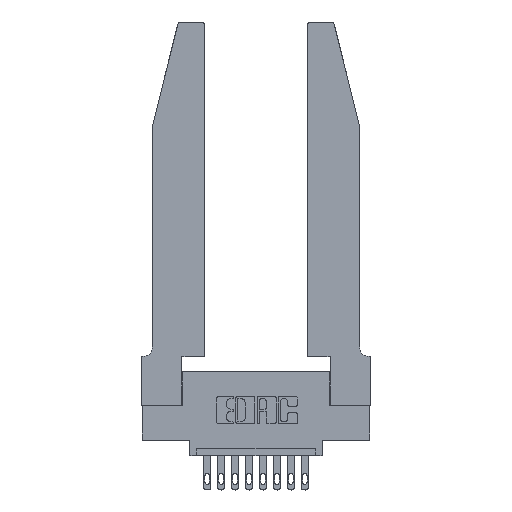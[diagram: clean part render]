
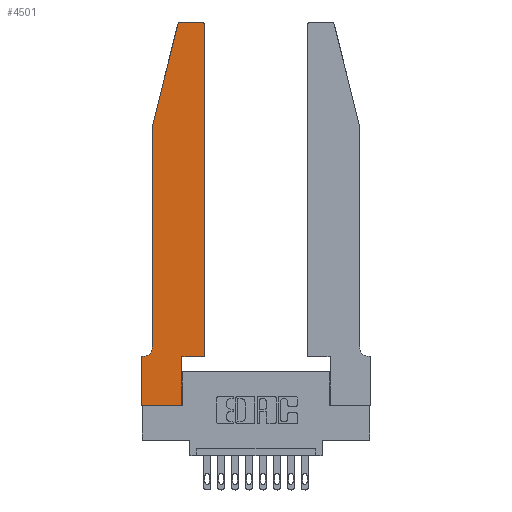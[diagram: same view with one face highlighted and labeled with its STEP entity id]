
A CAD part, top view. The second image highlights one B-rep face of the part: STEP entity #4501.
In plain terms, the highlighted planar face has unit normal (0, 0, 1).
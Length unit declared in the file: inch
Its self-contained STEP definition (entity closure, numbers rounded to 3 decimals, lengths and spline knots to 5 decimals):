
#30 = VERTEX_POINT ( 'NONE', #6652 ) ;
#55 = CARTESIAN_POINT ( 'NONE',  ( 0.284, 2.75, 0.37 ) ) ;
#231 = VECTOR ( 'NONE', #5291, 39.37008 ) ;
#288 = DIRECTION ( 'NONE',  ( 0., 0., 1. ) ) ;
#376 = CIRCLE ( 'NONE', #10238, 0.03 ) ;
#475 = LINE ( 'NONE', #1057, #9936 ) ;
#804 = ORIENTED_EDGE ( 'NONE', *, *, #14972, .T. ) ;
#829 = VERTEX_POINT ( 'NONE', #55 ) ;
#910 = ORIENTED_EDGE ( 'NONE', *, *, #3366, .T. ) ;
#1057 = CARTESIAN_POINT ( 'NONE',  ( 0.4505, 0.35, 0.37 ) ) ;
#1081 = LINE ( 'NONE', #7779, #10180 ) ;
#1111 = DIRECTION ( 'NONE',  ( -1., 0., 0. ) ) ;
#1153 = DIRECTION ( 'NONE',  ( 0., 1., 0. ) ) ;
#1211 = ORIENTED_EDGE ( 'NONE', *, *, #4096, .T. ) ;
#1355 = CARTESIAN_POINT ( 'NONE',  ( 0.2865, 0.35, 0.37 ) ) ;
#1435 = EDGE_CURVE ( 'NONE', #829, #6350, #376, .T. ) ;
#1730 = DIRECTION ( 'NONE',  ( 1., 0., 0. ) ) ;
#1962 = AXIS2_PLACEMENT_3D ( 'NONE', #12568, #13759, #14904 ) ;
#2061 = ORIENTED_EDGE ( 'NONE', *, *, #11304, .T. ) ;
#2072 = LINE ( 'NONE', #12469, #231 ) ;
#2102 = ORIENTED_EDGE ( 'NONE', *, *, #12787, .T. ) ;
#2122 = VERTEX_POINT ( 'NONE', #9745 ) ;
#2217 = VERTEX_POINT ( 'NONE', #15018 ) ;
#2275 = CARTESIAN_POINT ( 'NONE',  ( 0., 0.35, 0.37 ) ) ;
#2439 = VECTOR ( 'NONE', #4182, 39.37008 ) ;
#2730 = ORIENTED_EDGE ( 'NONE', *, *, #14281, .T. ) ;
#3366 = EDGE_CURVE ( 'NONE', #14655, #30, #8239, .T. ) ;
#3447 = PLANE ( 'NONE',  #7246 ) ;
#3526 = ORIENTED_EDGE ( 'NONE', *, *, #14767, .T. ) ;
#3913 = EDGE_CURVE ( 'NONE', #2122, #10367, #4360, .T. ) ;
#4096 = EDGE_CURVE ( 'NONE', #2217, #7386, #475, .T. ) ;
#4182 = DIRECTION ( 'NONE',  ( -1., 0., 0. ) ) ;
#4360 = LINE ( 'NONE', #9766, #7875 ) ;
#4406 = DIRECTION ( 'NONE',  ( 0., 0., 1. ) ) ;
#4501 = ADVANCED_FACE ( 'NONE', ( #9566 ), #3447, .T. ) ;
#5160 = CARTESIAN_POINT ( 'NONE',  ( 0.2865, 0., 0.37 ) ) ;
#5291 = DIRECTION ( 'NONE',  ( 1., 0., 0. ) ) ;
#5773 = EDGE_CURVE ( 'NONE', #30, #10600, #2072, .T. ) ;
#5809 = ORIENTED_EDGE ( 'NONE', *, *, #13860, .T. ) ;
#5877 = VERTEX_POINT ( 'NONE', #6337 ) ;
#6089 = VECTOR ( 'NONE', #9832, 39.37008 ) ;
#6110 = CIRCLE ( 'NONE', #1962, 0.07 ) ;
#6143 = CARTESIAN_POINT ( 'NONE',  ( 0.25487, 2.72718, 0.37 ) ) ;
#6337 = CARTESIAN_POINT ( 'NONE',  ( 0.4205, 2.75, 0.37 ) ) ;
#6350 = VERTEX_POINT ( 'NONE', #6143 ) ;
#6652 = CARTESIAN_POINT ( 'NONE',  ( 0., 0., 0.37 ) ) ;
#6773 = EDGE_LOOP ( 'NONE', ( #2061, #8630, #804, #9146, #2102, #8622, #910, #11835, #3526, #2730, #1211, #5809 ) ) ;
#7246 = AXIS2_PLACEMENT_3D ( 'NONE', #2275, #4406, #12768 ) ;
#7271 = DIRECTION ( 'NONE',  ( 0., 1., 0. ) ) ;
#7386 = VERTEX_POINT ( 'NONE', #12777 ) ;
#7544 = DIRECTION ( 'NONE',  ( 1., 0., 0. ) ) ;
#7632 = DIRECTION ( 'NONE',  ( 0., 0., 1. ) ) ;
#7779 = CARTESIAN_POINT ( 'NONE',  ( 0.0755, 2., 0.37 ) ) ;
#7875 = VECTOR ( 'NONE', #14479, 39.37008 ) ;
#7986 = CARTESIAN_POINT ( 'NONE',  ( 0.0055, 0.35, 0.37 ) ) ;
#8185 = CARTESIAN_POINT ( 'NONE',  ( 0.0755, 0.35, 0.37 ) ) ;
#8239 = LINE ( 'NONE', #8297, #8822 ) ;
#8297 = CARTESIAN_POINT ( 'NONE',  ( 0., 0., 0.37 ) ) ;
#8334 = LINE ( 'NONE', #8185, #10243 ) ;
#8622 = ORIENTED_EDGE ( 'NONE', *, *, #12297, .T. ) ;
#8630 = ORIENTED_EDGE ( 'NONE', *, *, #1435, .T. ) ;
#8822 = VECTOR ( 'NONE', #10736, 39.37008 ) ;
#8874 = CARTESIAN_POINT ( 'NONE',  ( 0.0755, 0.42, 0.37 ) ) ;
#9146 = ORIENTED_EDGE ( 'NONE', *, *, #3913, .T. ) ;
#9271 = LINE ( 'NONE', #14605, #6089 ) ;
#9566 = FACE_OUTER_BOUND ( 'NONE', #6773, .T. ) ;
#9724 = LINE ( 'NONE', #14840, #2439 ) ;
#9745 = CARTESIAN_POINT ( 'NONE',  ( 0.0755, 2., 0.37 ) ) ;
#9766 = CARTESIAN_POINT ( 'NONE',  ( 0.0755, 2., 0.37 ) ) ;
#9832 = DIRECTION ( 'NONE',  ( 1., 0., 0. ) ) ;
#9936 = VECTOR ( 'NONE', #1153, 39.37008 ) ;
#10180 = VECTOR ( 'NONE', #13674, 39.37008 ) ;
#10238 = AXIS2_PLACEMENT_3D ( 'NONE', #13450, #288, #7544 ) ;
#10243 = VECTOR ( 'NONE', #1111, 39.37008 ) ;
#10367 = VERTEX_POINT ( 'NONE', #8874 ) ;
#10600 = VERTEX_POINT ( 'NONE', #5160 ) ;
#10731 = CIRCLE ( 'NONE', #13175, 0.03 ) ;
#10736 = DIRECTION ( 'NONE',  ( 0., -1., 0. ) ) ;
#11227 = CARTESIAN_POINT ( 'NONE',  ( 0.4205, 2.72, 0.37 ) ) ;
#11304 = EDGE_CURVE ( 'NONE', #5877, #829, #9724, .T. ) ;
#11713 = VERTEX_POINT ( 'NONE', #14101 ) ;
#11835 = ORIENTED_EDGE ( 'NONE', *, *, #5773, .T. ) ;
#12255 = VECTOR ( 'NONE', #7271, 39.37008 ) ;
#12297 = EDGE_CURVE ( 'NONE', #15152, #14655, #8334, .T. ) ;
#12469 = CARTESIAN_POINT ( 'NONE',  ( 0., 0., 0.37 ) ) ;
#12568 = CARTESIAN_POINT ( 'NONE',  ( 0.0055, 0.42, 0.37 ) ) ;
#12768 = DIRECTION ( 'NONE',  ( 1., 0., 0. ) ) ;
#12777 = CARTESIAN_POINT ( 'NONE',  ( 0.4505, 2.72, 0.37 ) ) ;
#12787 = EDGE_CURVE ( 'NONE', #10367, #15152, #6110, .T. ) ;
#12958 = CARTESIAN_POINT ( 'NONE',  ( 0., 0.35, 0.37 ) ) ;
#13175 = AXIS2_PLACEMENT_3D ( 'NONE', #11227, #7632, #1730 ) ;
#13450 = CARTESIAN_POINT ( 'NONE',  ( 0.284, 2.72, 0.37 ) ) ;
#13674 = DIRECTION ( 'NONE',  ( -0.239, -0.971, 0. ) ) ;
#13759 = DIRECTION ( 'NONE',  ( 0., 0., -1. ) ) ;
#13860 = EDGE_CURVE ( 'NONE', #7386, #5877, #10731, .T. ) ;
#14101 = CARTESIAN_POINT ( 'NONE',  ( 0.2865, 0.35, 0.37 ) ) ;
#14127 = LINE ( 'NONE', #1355, #12255 ) ;
#14281 = EDGE_CURVE ( 'NONE', #11713, #2217, #9271, .T. ) ;
#14479 = DIRECTION ( 'NONE',  ( 0., -1., 0. ) ) ;
#14605 = CARTESIAN_POINT ( 'NONE',  ( 0.4505, 0.35, 0.37 ) ) ;
#14655 = VERTEX_POINT ( 'NONE', #12958 ) ;
#14767 = EDGE_CURVE ( 'NONE', #10600, #11713, #14127, .T. ) ;
#14840 = CARTESIAN_POINT ( 'NONE',  ( 0.2605, 2.75, 0.37 ) ) ;
#14904 = DIRECTION ( 'NONE',  ( -1., 0., 0. ) ) ;
#14972 = EDGE_CURVE ( 'NONE', #6350, #2122, #1081, .T. ) ;
#15018 = CARTESIAN_POINT ( 'NONE',  ( 0.4505, 0.35, 0.37 ) ) ;
#15152 = VERTEX_POINT ( 'NONE', #7986 ) ;
